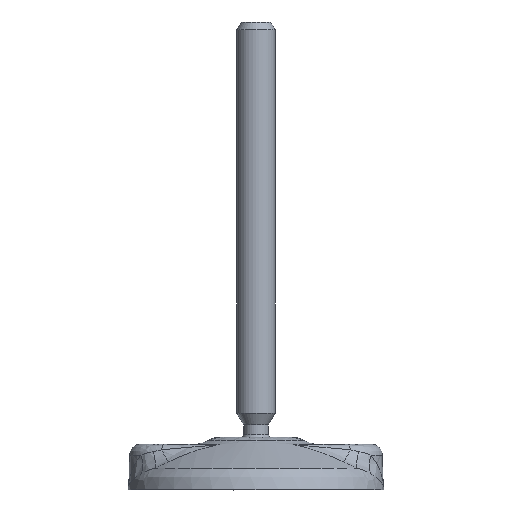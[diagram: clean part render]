
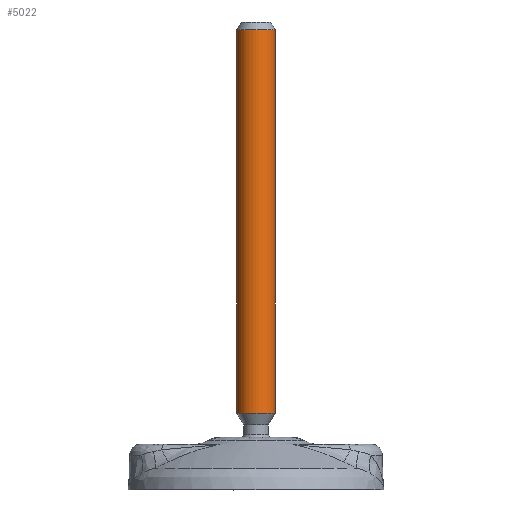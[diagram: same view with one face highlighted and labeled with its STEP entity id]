
A CAD part, front view. The second image highlights one B-rep face of the part: STEP entity #5022.
In plain terms, the highlighted cylindrical face has radius 6 mm (diameter 12 mm), a full revolution.
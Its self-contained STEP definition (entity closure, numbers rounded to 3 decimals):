
#4960=CARTESIAN_POINT('',(6.,0.,24.088));
#4961=VERTEX_POINT('',#4960);
#4968=CARTESIAN_POINT('',(-6.,0.,24.088));
#4969=VERTEX_POINT('',#4968);
#4970=CARTESIAN_POINT('',(0.,0.,24.088));
#4971=DIRECTION('',(0.0,0.0,1.0));
#4972=DIRECTION('',(1.0,0.0,0.0));
#4973=AXIS2_PLACEMENT_3D('',#4970,#4971,#4972);
#4974=CIRCLE('',#4973,6.);
#4975=EDGE_CURVE('',#4969,#4961,#4974,.T.);
#4977=CARTESIAN_POINT('',(0.,0.,24.088));
#4978=DIRECTION('',(0.0,0.0,1.0));
#4979=DIRECTION('',(1.0,0.0,0.0));
#4980=AXIS2_PLACEMENT_3D('',#4977,#4978,#4979);
#4981=CIRCLE('',#4980,6.);
#4982=EDGE_CURVE('',#4961,#4969,#4981,.T.);
#4988=CARTESIAN_POINT('',(0.,0.,24.088));
#4989=DIRECTION('',(0.0,0.0,1.0));
#4990=DIRECTION('',(1.0,0.0,0.0));
#4991=AXIS2_PLACEMENT_3D('',#4988,#4989,#4990);
#4992=CYLINDRICAL_SURFACE('',#4991,6.);
#4993=ORIENTED_EDGE('',*,*,#4982,.T.);
#4994=ORIENTED_EDGE('',*,*,#4975,.T.);
#4995=CARTESIAN_POINT('',(6.,0.,144.088));
#4996=VERTEX_POINT('',#4995);
#4997=CARTESIAN_POINT('',(6.,0.,24.088));
#4998=DIRECTION('',(0.0,0.0,1.0));
#4999=VECTOR('',#4998,120.0);
#5000=LINE('',#4997,#4999);
#5001=EDGE_CURVE('',#4961,#4996,#5000,.T.);
#5002=ORIENTED_EDGE('',*,*,#5001,.T.);
#5003=CARTESIAN_POINT('',(-6.,0.,144.088));
#5004=VERTEX_POINT('',#5003);
#5005=CARTESIAN_POINT('',(0.,0.,144.088));
#5006=DIRECTION('',(0.0,0.0,1.0));
#5007=DIRECTION('',(1.0,0.0,0.0));
#5008=AXIS2_PLACEMENT_3D('',#5005,#5006,#5007);
#5009=CIRCLE('',#5008,6.);
#5010=EDGE_CURVE('',#5004,#4996,#5009,.T.);
#5011=ORIENTED_EDGE('',*,*,#5010,.F.);
#5012=CARTESIAN_POINT('',(0.,0.,144.088));
#5013=DIRECTION('',(0.0,0.0,1.0));
#5014=DIRECTION('',(1.0,0.0,0.0));
#5015=AXIS2_PLACEMENT_3D('',#5012,#5013,#5014);
#5016=CIRCLE('',#5015,6.);
#5017=EDGE_CURVE('',#4996,#5004,#5016,.T.);
#5018=ORIENTED_EDGE('',*,*,#5017,.F.);
#5019=ORIENTED_EDGE('',*,*,#5001,.F.);
#5020=EDGE_LOOP('',(#4993,#4994,#5002,#5011,#5018,#5019));
#5021=FACE_OUTER_BOUND('',#5020,.T.);
#5022=ADVANCED_FACE('',(#5021),#4992,.T.);
